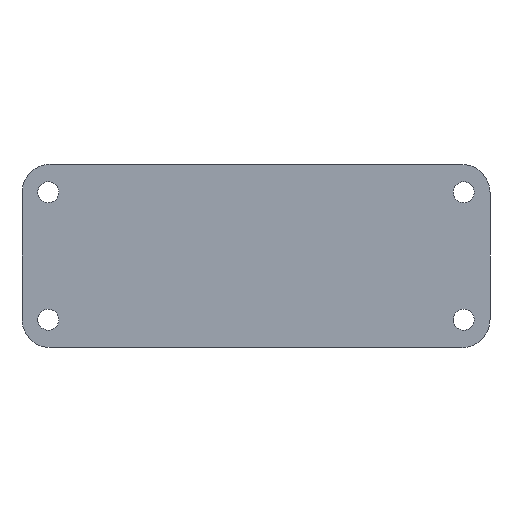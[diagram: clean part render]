
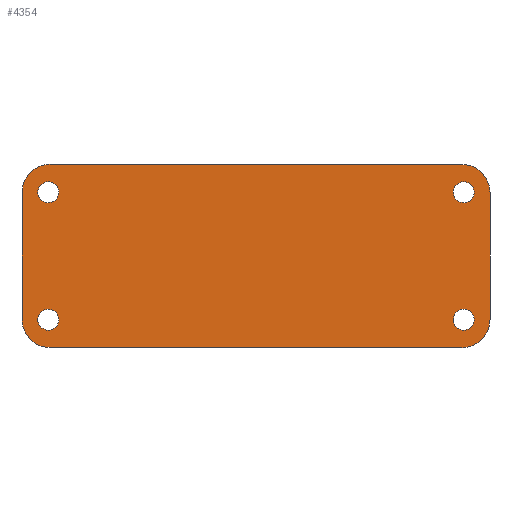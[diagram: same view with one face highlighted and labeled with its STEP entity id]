
A CAD part, front view. The second image highlights one B-rep face of the part: STEP entity #4354.
In plain terms, the highlighted free-form (B-spline) face has degree [1, 1] with [2, 2] control points.
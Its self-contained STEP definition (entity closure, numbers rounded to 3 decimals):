
#3656 = VERTEX_POINT('',#3657);
#3657 = CARTESIAN_POINT('',(163.602,0.,24.198));
#3662 = EDGE_CURVE('',#3656,#3656,#3663,.T.);
#3663 = ( BOUNDED_CURVE() B_SPLINE_CURVE(2,(#3664,#3665,#3666,#3667,
#3668,#3669,#3670),.UNSPECIFIED.,.T.,.F.) B_SPLINE_CURVE_WITH_KNOTS((3,2
    ,2,3),(3.142,5.236,7.33,9.425),
.PIECEWISE_BEZIER_KNOTS.) CURVE() GEOMETRIC_REPRESENTATION_ITEM() 
RATIONAL_B_SPLINE_CURVE((1.,0.5,1.,0.5,1.,0.5,1.)) REPRESENTATION_ITEM(
  '') );
#3664 = CARTESIAN_POINT('',(163.602,0.,24.198));
#3665 = CARTESIAN_POINT('',(163.602,0.,31.052));
#3666 = CARTESIAN_POINT('',(169.538,0.,27.625));
#3667 = CARTESIAN_POINT('',(175.473,0.,24.198));
#3668 = CARTESIAN_POINT('',(169.538,0.,20.772));
#3669 = CARTESIAN_POINT('',(163.602,0.,17.345));
#3670 = CARTESIAN_POINT('',(163.602,0.,24.198));
#3761 = VERTEX_POINT('',#3762);
#3762 = CARTESIAN_POINT('',(6.032,0.,24.198));
#3767 = EDGE_CURVE('',#3761,#3761,#3768,.T.);
#3768 = ( BOUNDED_CURVE() B_SPLINE_CURVE(2,(#3769,#3770,#3771,#3772,
#3773,#3774,#3775),.UNSPECIFIED.,.T.,.F.) B_SPLINE_CURVE_WITH_KNOTS((3,2
    ,2,3),(3.142,5.236,7.33,9.425),
.PIECEWISE_BEZIER_KNOTS.) CURVE() GEOMETRIC_REPRESENTATION_ITEM() 
RATIONAL_B_SPLINE_CURVE((1.,0.5,1.,0.5,1.,0.5,1.)) REPRESENTATION_ITEM(
  '') );
#3769 = CARTESIAN_POINT('',(6.032,0.,24.198));
#3770 = CARTESIAN_POINT('',(6.032,0.,31.052));
#3771 = CARTESIAN_POINT('',(11.967,0.,27.625));
#3772 = CARTESIAN_POINT('',(17.903,0.,24.198));
#3773 = CARTESIAN_POINT('',(11.967,0.,20.772));
#3774 = CARTESIAN_POINT('',(6.032,0.,17.345));
#3775 = CARTESIAN_POINT('',(6.032,0.,24.198));
#3866 = VERTEX_POINT('',#3867);
#3867 = CARTESIAN_POINT('',(163.602,0.,-24.198));
#3872 = EDGE_CURVE('',#3866,#3866,#3873,.T.);
#3873 = ( BOUNDED_CURVE() B_SPLINE_CURVE(2,(#3874,#3875,#3876,#3877,
#3878,#3879,#3880),.UNSPECIFIED.,.T.,.F.) B_SPLINE_CURVE_WITH_KNOTS((3,2
    ,2,3),(3.142,5.236,7.33,9.425),
.PIECEWISE_BEZIER_KNOTS.) CURVE() GEOMETRIC_REPRESENTATION_ITEM() 
RATIONAL_B_SPLINE_CURVE((1.,0.5,1.,0.5,1.,0.5,1.)) REPRESENTATION_ITEM(
  '') );
#3874 = CARTESIAN_POINT('',(163.602,0.,-24.198));
#3875 = CARTESIAN_POINT('',(163.602,0.,-17.345));
#3876 = CARTESIAN_POINT('',(169.538,0.,-20.772));
#3877 = CARTESIAN_POINT('',(175.473,0.,-24.198));
#3878 = CARTESIAN_POINT('',(169.538,0.,-27.625));
#3879 = CARTESIAN_POINT('',(163.602,0.,-31.052));
#3880 = CARTESIAN_POINT('',(163.602,0.,-24.198));
#3971 = VERTEX_POINT('',#3972);
#3972 = CARTESIAN_POINT('',(6.032,0.,-24.198));
#3977 = EDGE_CURVE('',#3971,#3971,#3978,.T.);
#3978 = ( BOUNDED_CURVE() B_SPLINE_CURVE(2,(#3979,#3980,#3981,#3982,
#3983,#3984,#3985),.UNSPECIFIED.,.T.,.F.) B_SPLINE_CURVE_WITH_KNOTS((3,2
    ,2,3),(3.142,5.236,7.33,9.425),
.PIECEWISE_BEZIER_KNOTS.) CURVE() GEOMETRIC_REPRESENTATION_ITEM() 
RATIONAL_B_SPLINE_CURVE((1.,0.5,1.,0.5,1.,0.5,1.)) REPRESENTATION_ITEM(
  '') );
#3979 = CARTESIAN_POINT('',(6.032,0.,-24.198));
#3980 = CARTESIAN_POINT('',(6.032,0.,-17.345));
#3981 = CARTESIAN_POINT('',(11.967,0.,-20.772));
#3982 = CARTESIAN_POINT('',(17.903,0.,-24.198));
#3983 = CARTESIAN_POINT('',(11.967,0.,-27.625));
#3984 = CARTESIAN_POINT('',(6.032,0.,-31.052));
#3985 = CARTESIAN_POINT('',(6.032,0.,-24.198));
#4229 = VERTEX_POINT('',#4230);
#4230 = CARTESIAN_POINT('',(177.548,0.,24.058));
#4235 = EDGE_CURVE('',#4236,#4229,#4238,.T.);
#4236 = VERTEX_POINT('',#4237);
#4237 = CARTESIAN_POINT('',(177.548,0.,-24.058));
#4238 = B_SPLINE_CURVE_WITH_KNOTS('',1,(#4239,#4240),.UNSPECIFIED.,.F.,
  .F.,(2,2),(-21.717,21.717),.PIECEWISE_BEZIER_KNOTS.);
#4239 = CARTESIAN_POINT('',(177.548,0.,-24.058));
#4240 = CARTESIAN_POINT('',(177.548,0.,24.058));
#4257 = VERTEX_POINT('',#4258);
#4258 = CARTESIAN_POINT('',(166.856,0.,34.75));
#4263 = EDGE_CURVE('',#4257,#4229,#4264,.T.);
#4264 = ( BOUNDED_CURVE() B_SPLINE_CURVE(2,(#4265,#4266,#4267),
.UNSPECIFIED.,.F.,.F.) B_SPLINE_CURVE_WITH_KNOTS((3,3),(5.498,
7.069),.PIECEWISE_BEZIER_KNOTS.) CURVE() 
GEOMETRIC_REPRESENTATION_ITEM() RATIONAL_B_SPLINE_CURVE((1.,
0.707,1.)) REPRESENTATION_ITEM('') );
#4265 = CARTESIAN_POINT('',(166.856,0.,34.75));
#4266 = CARTESIAN_POINT('',(177.548,0.,34.75));
#4267 = CARTESIAN_POINT('',(177.548,0.,24.058));
#4282 = VERTEX_POINT('',#4283);
#4283 = CARTESIAN_POINT('',(10.692,0.,34.75));
#4288 = EDGE_CURVE('',#4282,#4257,#4289,.T.);
#4289 = B_SPLINE_CURVE_WITH_KNOTS('',1,(#4290,#4291),.UNSPECIFIED.,.F.,
  .F.,(2,2),(9.652,150.622),.PIECEWISE_BEZIER_KNOTS.);
#4290 = CARTESIAN_POINT('',(10.692,0.,34.75));
#4291 = CARTESIAN_POINT('',(166.856,0.,34.75));
#4304 = VERTEX_POINT('',#4305);
#4305 = CARTESIAN_POINT('',(0.,0.,24.058));
#4310 = EDGE_CURVE('',#4304,#4282,#4311,.T.);
#4311 = ( BOUNDED_CURVE() B_SPLINE_CURVE(2,(#4312,#4313,#4314),
.UNSPECIFIED.,.F.,.F.) B_SPLINE_CURVE_WITH_KNOTS((3,3),(5.498,
7.069),.PIECEWISE_BEZIER_KNOTS.) CURVE() 
GEOMETRIC_REPRESENTATION_ITEM() RATIONAL_B_SPLINE_CURVE((1.,
0.707,1.)) REPRESENTATION_ITEM('') );
#4312 = CARTESIAN_POINT('',(0.,0.,24.058));
#4313 = CARTESIAN_POINT('',(0.,0.,34.75));
#4314 = CARTESIAN_POINT('',(10.692,0.,34.75));
#4329 = VERTEX_POINT('',#4330);
#4330 = CARTESIAN_POINT('',(10.692,0.,-34.75));
#4335 = EDGE_CURVE('',#4329,#4336,#4338,.T.);
#4336 = VERTEX_POINT('',#4337);
#4337 = CARTESIAN_POINT('',(0.,0.,-24.058));
#4338 = ( BOUNDED_CURVE() B_SPLINE_CURVE(2,(#4339,#4340,#4341),
.UNSPECIFIED.,.F.,.F.) B_SPLINE_CURVE_WITH_KNOTS((3,3),(5.498,
7.069),.PIECEWISE_BEZIER_KNOTS.) CURVE() 
GEOMETRIC_REPRESENTATION_ITEM() RATIONAL_B_SPLINE_CURVE((1.,
0.707,1.)) REPRESENTATION_ITEM('') );
#4339 = CARTESIAN_POINT('',(10.692,0.,-34.75));
#4340 = CARTESIAN_POINT('',(0.,0.,-34.75));
#4341 = CARTESIAN_POINT('',(0.,0.,-24.058));
#4354 = ADVANCED_FACE('',(#4355,#4380,#4383,#4386,#4389),#4392,.T.);
#4355 = FACE_BOUND('',#4356,.T.);
#4356 = EDGE_LOOP('',(#4357,#4358,#4365,#4371,#4372,#4373,#4374,#4375));
#4357 = ORIENTED_EDGE('',*,*,#4335,.F.);
#4358 = ORIENTED_EDGE('',*,*,#4359,.F.);
#4359 = EDGE_CURVE('',#4360,#4329,#4362,.T.);
#4360 = VERTEX_POINT('',#4361);
#4361 = CARTESIAN_POINT('',(166.856,0.,-34.75));
#4362 = B_SPLINE_CURVE_WITH_KNOTS('',1,(#4363,#4364),.UNSPECIFIED.,.F.,
  .F.,(2,2),(-150.622,-9.652),.PIECEWISE_BEZIER_KNOTS.);
#4363 = CARTESIAN_POINT('',(166.856,0.,-34.75));
#4364 = CARTESIAN_POINT('',(10.692,0.,-34.75));
#4365 = ORIENTED_EDGE('',*,*,#4366,.F.);
#4366 = EDGE_CURVE('',#4236,#4360,#4367,.T.);
#4367 = ( BOUNDED_CURVE() B_SPLINE_CURVE(2,(#4368,#4369,#4370),
.UNSPECIFIED.,.F.,.F.) B_SPLINE_CURVE_WITH_KNOTS((3,3),(5.498,
7.069),.PIECEWISE_BEZIER_KNOTS.) CURVE() 
GEOMETRIC_REPRESENTATION_ITEM() RATIONAL_B_SPLINE_CURVE((1.,
0.707,1.)) REPRESENTATION_ITEM('') );
#4368 = CARTESIAN_POINT('',(177.548,0.,-24.058));
#4369 = CARTESIAN_POINT('',(177.548,0.,-34.75));
#4370 = CARTESIAN_POINT('',(166.856,0.,-34.75));
#4371 = ORIENTED_EDGE('',*,*,#4235,.T.);
#4372 = ORIENTED_EDGE('',*,*,#4263,.F.);
#4373 = ORIENTED_EDGE('',*,*,#4288,.F.);
#4374 = ORIENTED_EDGE('',*,*,#4310,.F.);
#4375 = ORIENTED_EDGE('',*,*,#4376,.F.);
#4376 = EDGE_CURVE('',#4336,#4304,#4377,.T.);
#4377 = B_SPLINE_CURVE_WITH_KNOTS('',1,(#4378,#4379),.UNSPECIFIED.,.F.,
  .F.,(2,2),(-21.717,21.717),.PIECEWISE_BEZIER_KNOTS.);
#4378 = CARTESIAN_POINT('',(0.,0.,-24.058));
#4379 = CARTESIAN_POINT('',(0.,0.,24.058));
#4380 = FACE_BOUND('',#4381,.T.);
#4381 = EDGE_LOOP('',(#4382));
#4382 = ORIENTED_EDGE('',*,*,#3662,.T.);
#4383 = FACE_BOUND('',#4384,.T.);
#4384 = EDGE_LOOP('',(#4385));
#4385 = ORIENTED_EDGE('',*,*,#3767,.T.);
#4386 = FACE_BOUND('',#4387,.T.);
#4387 = EDGE_LOOP('',(#4388));
#4388 = ORIENTED_EDGE('',*,*,#3872,.T.);
#4389 = FACE_BOUND('',#4390,.T.);
#4390 = EDGE_LOOP('',(#4391));
#4391 = ORIENTED_EDGE('',*,*,#3977,.T.);
#4392 = B_SPLINE_SURFACE_WITH_KNOTS('',1,1,(
    (#4393,#4394)
    ,(#4395,#4396
    )),.UNSPECIFIED.,.F.,.F.,.F.,(2,2),(2,2),(0.,160.274)
  ,(-31.369,31.369),.PIECEWISE_BEZIER_KNOTS.);
#4393 = CARTESIAN_POINT('',(0.,0.,-34.75));
#4394 = CARTESIAN_POINT('',(0.,0.,34.75));
#4395 = CARTESIAN_POINT('',(177.548,0.,-34.75));
#4396 = CARTESIAN_POINT('',(177.548,0.,34.75));
